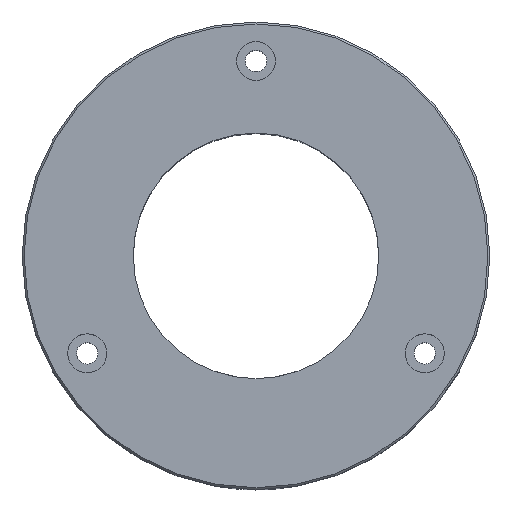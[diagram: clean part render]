
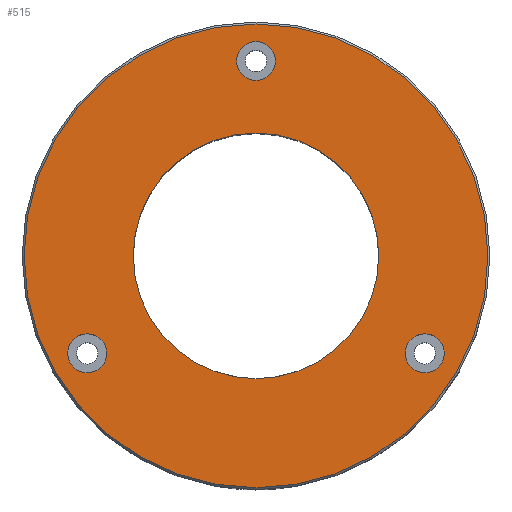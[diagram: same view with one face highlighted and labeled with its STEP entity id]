
A CAD part, top view. The second image highlights one B-rep face of the part: STEP entity #515.
In plain terms, the highlighted planar face has unit normal (0, 0, 1).
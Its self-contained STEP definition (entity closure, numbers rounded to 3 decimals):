
#29 = EDGE_CURVE ( 'NONE', #1148, #529, #821, .T. ) ;
#30 = DIRECTION ( 'NONE',  ( 0., 0., 1. ) ) ;
#45 = AXIS2_PLACEMENT_3D ( 'NONE', #703, #1160, #1084 ) ;
#50 = CIRCLE ( 'NONE', #594, 5. ) ;
#67 = AXIS2_PLACEMENT_3D ( 'NONE', #696, #567, #843 ) ;
#77 = FACE_BOUND ( 'NONE', #599, .T. ) ;
#97 = VERTEX_POINT ( 'NONE', #354 ) ;
#102 = DIRECTION ( 'NONE',  ( 1., 0., 0. ) ) ;
#108 = DIRECTION ( 'NONE',  ( 0., 0., 1. ) ) ;
#116 = DIRECTION ( 'NONE',  ( 1., 0., 0. ) ) ;
#143 = ORIENTED_EDGE ( 'NONE', *, *, #754, .F. ) ;
#157 = DIRECTION ( 'NONE',  ( 0., 0., 1. ) ) ;
#170 = CIRCLE ( 'NONE', #402, 59.5 ) ;
#211 = VERTEX_POINT ( 'NONE', #1042 ) ;
#215 = EDGE_CURVE ( 'NONE', #529, #1148, #170, .T. ) ;
#221 = CIRCLE ( 'NONE', #735, 5. ) ;
#254 = DIRECTION ( 'NONE',  ( 1., 0., 0. ) ) ;
#268 = FACE_BOUND ( 'NONE', #348, .T. ) ;
#284 = EDGE_CURVE ( 'NONE', #1217, #1124, #981, .T. ) ;
#295 = DIRECTION ( 'NONE',  ( 1., 0., 0. ) ) ;
#306 = CIRCLE ( 'NONE', #945, 5. ) ;
#313 = ORIENTED_EDGE ( 'NONE', *, *, #938, .F. ) ;
#314 = EDGE_CURVE ( 'NONE', #211, #894, #918, .T. ) ;
#336 = VERTEX_POINT ( 'NONE', #773 ) ;
#337 = ORIENTED_EDGE ( 'NONE', *, *, #541, .F. ) ;
#339 = AXIS2_PLACEMENT_3D ( 'NONE', #730, #1244, #522 ) ;
#348 = EDGE_LOOP ( 'NONE', ( #337, #504 ) ) ;
#354 = CARTESIAN_POINT ( 'NONE',  ( -38.301, -25., 0. ) ) ;
#377 = DIRECTION ( 'NONE',  ( 1., 0., 0. ) ) ;
#378 = DIRECTION ( 'NONE',  ( 0., 0., 1. ) ) ;
#402 = AXIS2_PLACEMENT_3D ( 'NONE', #772, #1147, #588 ) ;
#417 = CARTESIAN_POINT ( 'NONE',  ( -43.301, -25., 0. ) ) ;
#439 = CARTESIAN_POINT ( 'NONE',  ( 59.5, 0., 0. ) ) ;
#440 = ORIENTED_EDGE ( 'NONE', *, *, #1187, .T. ) ;
#470 = CARTESIAN_POINT ( 'NONE',  ( 0., 0., 0. ) ) ;
#478 = DIRECTION ( 'NONE',  ( 1., 0., 0. ) ) ;
#491 = AXIS2_PLACEMENT_3D ( 'NONE', #495, #1065, #295 ) ;
#495 = CARTESIAN_POINT ( 'NONE',  ( 43.301, -25., 0. ) ) ;
#498 = EDGE_LOOP ( 'NONE', ( #1173, #1154 ) ) ;
#499 = CARTESIAN_POINT ( 'NONE',  ( 38.301, -25., 0. ) ) ;
#504 = ORIENTED_EDGE ( 'NONE', *, *, #861, .F. ) ;
#515 = ADVANCED_FACE ( 'NONE', ( #268, #77, #654, #565, #939 ), #1029, .T. ) ;
#522 = DIRECTION ( 'NONE',  ( -1., 0., 0. ) ) ;
#529 = VERTEX_POINT ( 'NONE', #858 ) ;
#531 = AXIS2_PLACEMENT_3D ( 'NONE', #1068, #108, #116 ) ;
#541 = EDGE_CURVE ( 'NONE', #97, #336, #823, .T. ) ;
#548 = VERTEX_POINT ( 'NONE', #499 ) ;
#565 = FACE_BOUND ( 'NONE', #899, .T. ) ;
#567 = DIRECTION ( 'NONE',  ( 0., 0., -1. ) ) ;
#569 = AXIS2_PLACEMENT_3D ( 'NONE', #1106, #157, #377 ) ;
#579 = CARTESIAN_POINT ( 'NONE',  ( 48.301, -25., 0. ) ) ;
#588 = DIRECTION ( 'NONE',  ( 1., 0., 0. ) ) ;
#594 = AXIS2_PLACEMENT_3D ( 'NONE', #417, #794, #102 ) ;
#599 = EDGE_LOOP ( 'NONE', ( #313, #143 ) ) ;
#615 = CARTESIAN_POINT ( 'NONE',  ( 0., 50., 0. ) ) ;
#620 = AXIS2_PLACEMENT_3D ( 'NONE', #470, #850, #478 ) ;
#630 = VERTEX_POINT ( 'NONE', #579 ) ;
#631 = DIRECTION ( 'NONE',  ( 1., 0., 0. ) ) ;
#640 = CIRCLE ( 'NONE', #491, 5. ) ;
#651 = EDGE_LOOP ( 'NONE', ( #1194, #911 ) ) ;
#654 = FACE_BOUND ( 'NONE', #498, .T. ) ;
#696 = CARTESIAN_POINT ( 'NONE',  ( 0., 0., 0. ) ) ;
#703 = CARTESIAN_POINT ( 'NONE',  ( 0., 50., 0. ) ) ;
#711 = CARTESIAN_POINT ( 'NONE',  ( 31.5, 0., 0. ) ) ;
#712 = ORIENTED_EDGE ( 'NONE', *, *, #284, .T. ) ;
#730 = CARTESIAN_POINT ( 'NONE',  ( 0., 0., 0. ) ) ;
#735 = AXIS2_PLACEMENT_3D ( 'NONE', #832, #378, #631 ) ;
#754 = EDGE_CURVE ( 'NONE', #548, #630, #640, .T. ) ;
#772 = CARTESIAN_POINT ( 'NONE',  ( 0., 0., 0. ) ) ;
#773 = CARTESIAN_POINT ( 'NONE',  ( -48.301, -25., 0. ) ) ;
#794 = DIRECTION ( 'NONE',  ( 0., 0., 1. ) ) ;
#800 = CARTESIAN_POINT ( 'NONE',  ( -31.5, 0., 0. ) ) ;
#821 = CIRCLE ( 'NONE', #569, 59.5 ) ;
#823 = CIRCLE ( 'NONE', #531, 5. ) ;
#832 = CARTESIAN_POINT ( 'NONE',  ( 43.301, -25., 0. ) ) ;
#843 = DIRECTION ( 'NONE',  ( -1., 0., 0. ) ) ;
#850 = DIRECTION ( 'NONE',  ( 0., 0., 1. ) ) ;
#858 = CARTESIAN_POINT ( 'NONE',  ( -59.5, 0., 0. ) ) ;
#861 = EDGE_CURVE ( 'NONE', #336, #97, #50, .T. ) ;
#894 = VERTEX_POINT ( 'NONE', #980 ) ;
#899 = EDGE_LOOP ( 'NONE', ( #440, #712 ) ) ;
#911 = ORIENTED_EDGE ( 'NONE', *, *, #29, .T. ) ;
#918 = CIRCLE ( 'NONE', #45, 5. ) ;
#938 = EDGE_CURVE ( 'NONE', #630, #548, #221, .T. ) ;
#939 = FACE_OUTER_BOUND ( 'NONE', #651, .T. ) ;
#945 = AXIS2_PLACEMENT_3D ( 'NONE', #615, #30, #254 ) ;
#968 = CIRCLE ( 'NONE', #67, 31.5 ) ;
#980 = CARTESIAN_POINT ( 'NONE',  ( 5., 50., 0. ) ) ;
#981 = CIRCLE ( 'NONE', #339, 31.5 ) ;
#1029 = PLANE ( 'NONE',  #620 ) ;
#1042 = CARTESIAN_POINT ( 'NONE',  ( -5., 50., 0. ) ) ;
#1048 = EDGE_CURVE ( 'NONE', #894, #211, #306, .T. ) ;
#1065 = DIRECTION ( 'NONE',  ( 0., 0., 1. ) ) ;
#1068 = CARTESIAN_POINT ( 'NONE',  ( -43.301, -25., 0. ) ) ;
#1084 = DIRECTION ( 'NONE',  ( 1., 0., 0. ) ) ;
#1106 = CARTESIAN_POINT ( 'NONE',  ( 0., 0., 0. ) ) ;
#1124 = VERTEX_POINT ( 'NONE', #800 ) ;
#1147 = DIRECTION ( 'NONE',  ( 0., 0., 1. ) ) ;
#1148 = VERTEX_POINT ( 'NONE', #439 ) ;
#1154 = ORIENTED_EDGE ( 'NONE', *, *, #314, .F. ) ;
#1160 = DIRECTION ( 'NONE',  ( 0., 0., 1. ) ) ;
#1173 = ORIENTED_EDGE ( 'NONE', *, *, #1048, .F. ) ;
#1187 = EDGE_CURVE ( 'NONE', #1124, #1217, #968, .T. ) ;
#1194 = ORIENTED_EDGE ( 'NONE', *, *, #215, .T. ) ;
#1217 = VERTEX_POINT ( 'NONE', #711 ) ;
#1244 = DIRECTION ( 'NONE',  ( 0., 0., -1. ) ) ;
